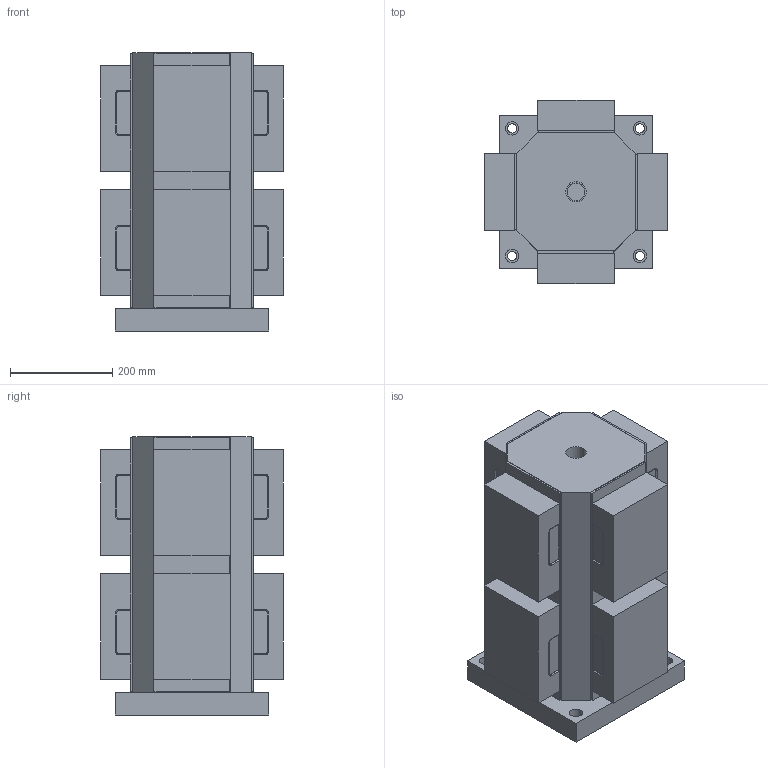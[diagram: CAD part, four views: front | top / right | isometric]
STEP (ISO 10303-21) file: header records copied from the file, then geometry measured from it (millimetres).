
FILE_DESCRIPTION (( 'STEP AP203' ), '1' );
FILE_NAME ('1550.STEP', '2025-03-15T09:16:47', ( '微软用户' ), ( '微软中国' ), 'SwSTEP 2.0', 'SolidWorks 2016', '' );
FILE_SCHEMA (( 'CONFIG_CONTROL_DESIGN' ));
Length unit declared in the file: millimetre
Products named in the file (7): 3_4; 2_4; 1550; Assem1_2; Assem3_5; 16_4; 17_4
Assembly tree (10 placements, depth 4):
  1550
    16_4
    17_4
    Assem3_5  x4
      3_4
      Assem1_2
        2_4
Bounding box: 358.02 x 358.02 x 545 mm (x, y, z)
Volume: 44240043.3 mm3; surface area: 2213398.1 mm2
Topology: 14 solids, 14 shells, 392 faces, 990 edges, 632 vertices
Faces by surface type: plane 194, cylinder 158, bspline 32, cone 8
Entity records: 4773 total; most frequent: CARTESIAN_POINT 733, DIRECTION 718, ORIENTED_EDGE 624, EDGE_CURVE 312, AXIS2_PLACEMENT_3D 269, VERTEX_POINT 204, LINE 180, VECTOR 180
